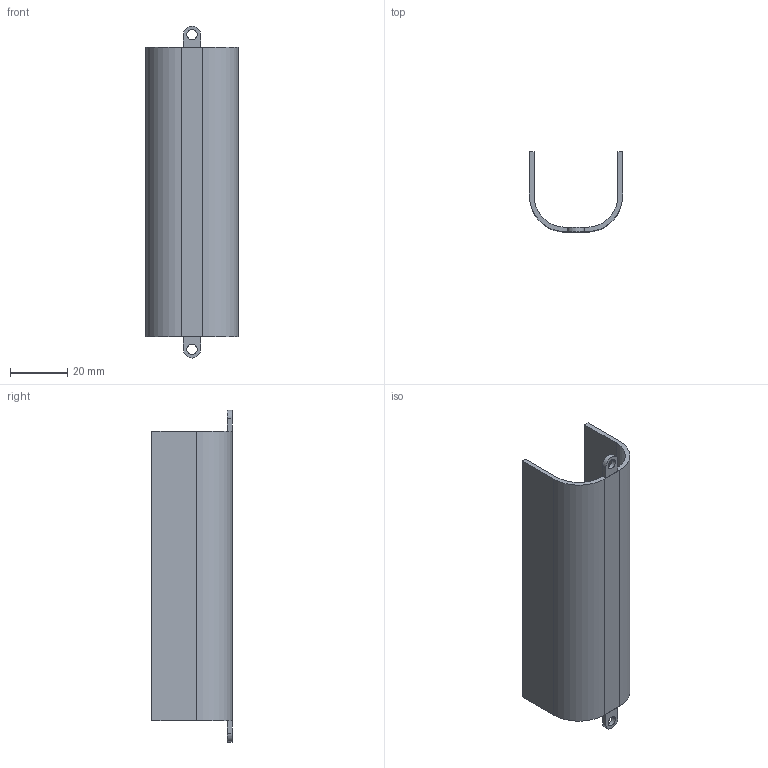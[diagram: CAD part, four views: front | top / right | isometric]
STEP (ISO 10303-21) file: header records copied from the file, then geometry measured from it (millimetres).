
FILE_DESCRIPTION (( 'STEP AP214' ), '1' );
FILE_NAME ('TSAL COVER.STEP', '2019-06-15T06:02:31', ( '' ), ( '' ), 'SwSTEP 2.0', 'SolidWorks 2018', '' );
FILE_SCHEMA (( 'AUTOMOTIVE_DESIGN' ));
Length unit declared in the file: millimetre
Products named in the file (1): TSAL COVER
Bounding box: 32.5 x 28 x 116 mm (x, y, z)
Volume: 12260.5 mm3; surface area: 16004 mm2
Topology: 3 solids, 3 shells, 30 faces, 72 edges, 48 vertices
Faces by surface type: plane 20, cylinder 10
Entity records: 936 total; most frequent: DIRECTION 154, CARTESIAN_POINT 151, ORIENTED_EDGE 144, EDGE_CURVE 72, VECTOR 52, LINE 52, AXIS2_PLACEMENT_3D 51, VERTEX_POINT 48
